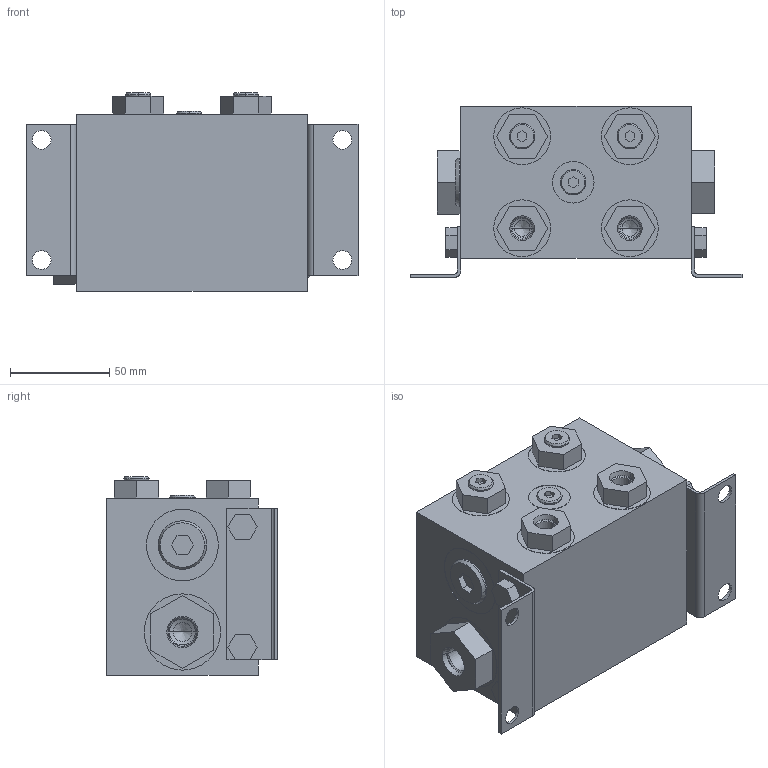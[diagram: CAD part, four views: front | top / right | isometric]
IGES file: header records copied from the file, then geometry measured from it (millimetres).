
Start section:  PTC IGES file: ilc70941102.igs
Global section: file name: ilc70941102.igs; native system: Pro/ENGINEER by Parametric Technology Corporation; preprocessor: 2004290; author: KR; organization: Unknown; date: 050517.162222; units: inch
Bounding box: 166.88 x 85.85 x 99.95 mm (x, y, z)
Surface area: 117876.1 mm2 (no closed solid volume)
Topology: 0 solids, 0 shells, 551 faces, 2434 edges, 2376 vertices
Faces by surface type: revolution 350, bspline 201
